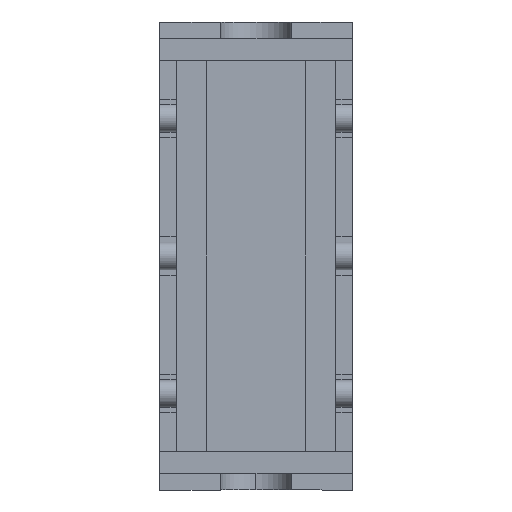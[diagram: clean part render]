
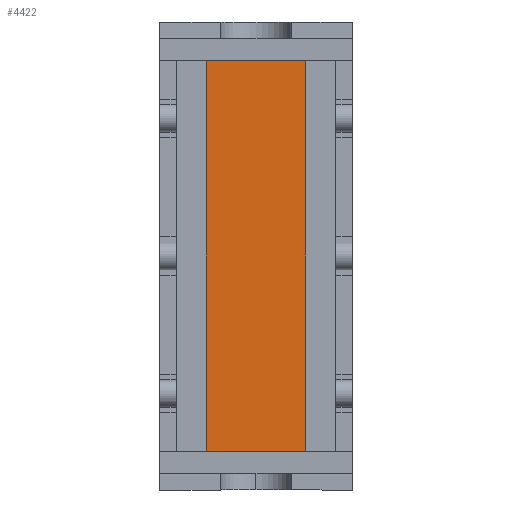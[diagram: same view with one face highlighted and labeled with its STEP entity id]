
A CAD part, front view. The second image highlights one B-rep face of the part: STEP entity #4422.
In plain terms, the highlighted planar face has unit normal (0, -1, 0).
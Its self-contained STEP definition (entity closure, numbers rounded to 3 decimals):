
#223 = LINE ( 'NONE', #3801, #2970 ) ;
#242 = LINE ( 'NONE', #3506, #3055 ) ;
#519 = EDGE_LOOP ( 'NONE', ( #1382, #2794, #784, #5365 ) ) ;
#784 = ORIENTED_EDGE ( 'NONE', *, *, #3452, .T. ) ;
#1106 = DIRECTION ( 'NONE',  ( 1., 0., 0. ) ) ;
#1126 = VECTOR ( 'NONE', #1365, 1000. ) ;
#1286 = CARTESIAN_POINT ( 'NONE',  ( 0.9, 0.35, 3.55 ) ) ;
#1365 = DIRECTION ( 'NONE',  ( 0., 0., 1. ) ) ;
#1382 = ORIENTED_EDGE ( 'NONE', *, *, #5958, .F. ) ;
#1605 = VERTEX_POINT ( 'NONE', #2804 ) ;
#1922 = VERTEX_POINT ( 'NONE', #2965 ) ;
#1959 = AXIS2_PLACEMENT_3D ( 'NONE', #5528, #5082, #4124 ) ;
#2234 = CARTESIAN_POINT ( 'NONE',  ( -0.9, 0.35, -4.25 ) ) ;
#2342 = CARTESIAN_POINT ( 'NONE',  ( 0.9, 0.35, -4.25 ) ) ;
#2405 = DIRECTION ( 'NONE',  ( -1., 0., 0. ) ) ;
#2794 = ORIENTED_EDGE ( 'NONE', *, *, #4947, .F. ) ;
#2804 = CARTESIAN_POINT ( 'NONE',  ( -0.9, 0.35, -3.55 ) ) ;
#2965 = CARTESIAN_POINT ( 'NONE',  ( -0.9, 0.35, 3.55 ) ) ;
#2970 = VECTOR ( 'NONE', #2405, 1000. ) ;
#3055 = VECTOR ( 'NONE', #1106, 1000. ) ;
#3227 = PLANE ( 'NONE',  #1959 ) ;
#3452 = EDGE_CURVE ( 'NONE', #3864, #5934, #4611, .T. ) ;
#3506 = CARTESIAN_POINT ( 'NONE',  ( 1.75, 0.35, 3.55 ) ) ;
#3721 = EDGE_CURVE ( 'NONE', #1922, #5934, #242, .T. ) ;
#3801 = CARTESIAN_POINT ( 'NONE',  ( 1.75, 0.35, -3.55 ) ) ;
#3864 = VERTEX_POINT ( 'NONE', #5389 ) ;
#4124 = DIRECTION ( 'NONE',  ( 0., 0., 1. ) ) ;
#4306 = VECTOR ( 'NONE', #4525, 1000. ) ;
#4422 = ADVANCED_FACE ( 'NONE', ( #5236 ), #3227, .F. ) ;
#4525 = DIRECTION ( 'NONE',  ( 0., 0., 1. ) ) ;
#4611 = LINE ( 'NONE', #2342, #1126 ) ;
#4947 = EDGE_CURVE ( 'NONE', #3864, #1605, #223, .T. ) ;
#5011 = LINE ( 'NONE', #2234, #4306 ) ;
#5082 = DIRECTION ( 'NONE',  ( 0., 1., 0. ) ) ;
#5236 = FACE_OUTER_BOUND ( 'NONE', #519, .T. ) ;
#5365 = ORIENTED_EDGE ( 'NONE', *, *, #3721, .F. ) ;
#5389 = CARTESIAN_POINT ( 'NONE',  ( 0.9, 0.35, -3.55 ) ) ;
#5528 = CARTESIAN_POINT ( 'NONE',  ( -0.9, 0.35, -4.25 ) ) ;
#5934 = VERTEX_POINT ( 'NONE', #1286 ) ;
#5958 = EDGE_CURVE ( 'NONE', #1605, #1922, #5011, .T. ) ;
